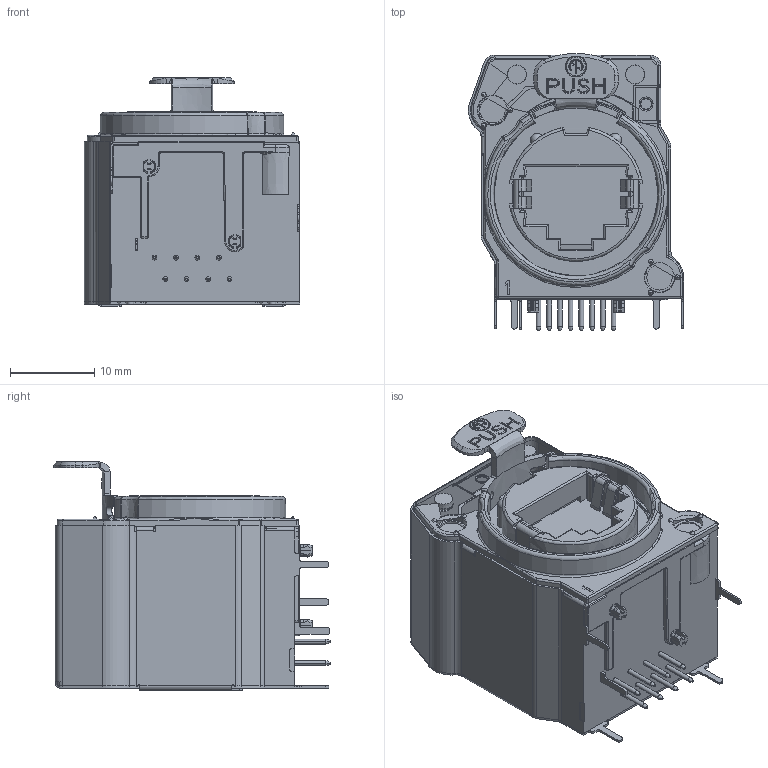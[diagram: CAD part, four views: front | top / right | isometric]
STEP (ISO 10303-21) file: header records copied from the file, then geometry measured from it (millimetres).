
FILE_DESCRIPTION((''),'2;1');
FILE_NAME('30012478','2025-04-23T14:36:59',('SYSTEM'),(''),'CREO PARAMETRIC BY PTC INC, 2023424','CREO PARAMETRIC BY PTC INC, 2023424','');
FILE_SCHEMA(('CONFIG_CONTROL_DESIGN'));
Products named in the file (1): 30012478
Bounding box: 25.5 x 32.76 x 27.05 mm (x, y, z)
Volume: 12888.7 mm3; surface area: 6151.9 mm2
Topology: 1 solids, 6 shells, 1931 faces, 5017 edges, 3085 vertices
Faces by surface type: plane 1022, cylinder 513, bspline 174, cone 102, torus 78, sphere 42
Entity records: 65123 total; most frequent: CARTESIAN_POINT 18809, ORIENTED_EDGE 10022, DIRECTION 9237, EDGE_CURVE 5011, AXIS2_PLACEMENT_3D 3112, VERTEX_POINT 3083, VECTOR 3013, LINE 3013
